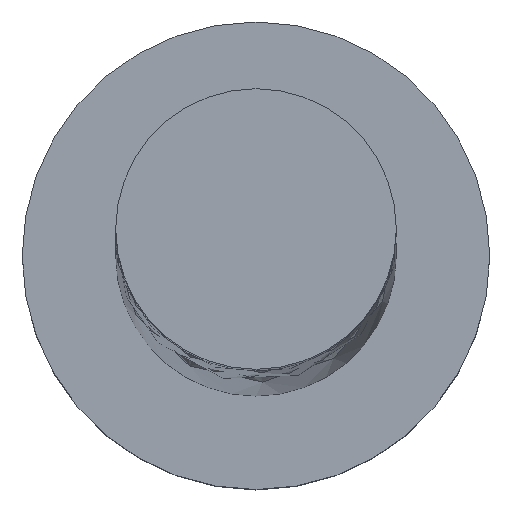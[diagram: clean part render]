
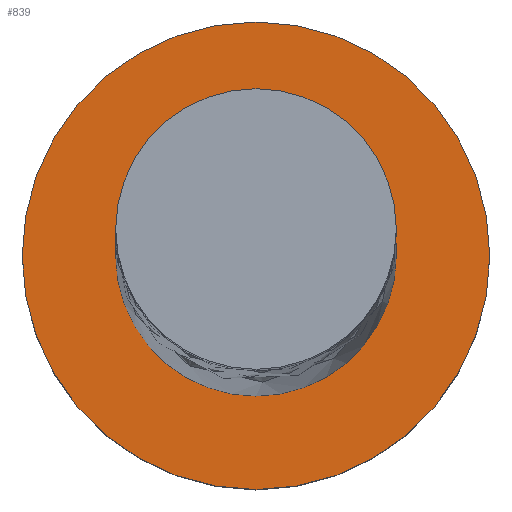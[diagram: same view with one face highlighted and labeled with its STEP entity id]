
A CAD part, top view. The second image highlights one B-rep face of the part: STEP entity #839.
In plain terms, the highlighted planar face has unit normal (0, 0, 1).
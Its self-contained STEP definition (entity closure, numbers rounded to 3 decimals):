
#17 = DIRECTION ( 'NONE',  ( 0., 0., 1. ) ) ;
#33 = CARTESIAN_POINT ( 'NONE',  ( 1.5, 0., 1.5 ) ) ;
#38 = CARTESIAN_POINT ( 'NONE',  ( -1.5, 0., 1.5 ) ) ;
#62 = AXIS2_PLACEMENT_3D ( 'NONE', #1096, #447, #782 ) ;
#111 = ORIENTED_EDGE ( 'NONE', *, *, #1295, .T. ) ;
#132 = EDGE_LOOP ( 'NONE', ( #111, #937 ) ) ;
#163 = CIRCLE ( 'NONE', #311, 1.5 ) ;
#212 = CARTESIAN_POINT ( 'NONE',  ( 0., 0., 1.5 ) ) ;
#221 = VERTEX_POINT ( 'NONE', #33 ) ;
#238 = EDGE_CURVE ( 'NONE', #221, #1216, #1249, .T. ) ;
#249 = DIRECTION ( 'NONE',  ( 0., 0., 1. ) ) ;
#253 = CARTESIAN_POINT ( 'NONE',  ( 0., 0., 1.5 ) ) ;
#263 = ORIENTED_EDGE ( 'NONE', *, *, #391, .F. ) ;
#298 = CARTESIAN_POINT ( 'NONE',  ( 0.9, 0., 1.5 ) ) ;
#311 = AXIS2_PLACEMENT_3D ( 'NONE', #856, #17, #425 ) ;
#368 = ORIENTED_EDGE ( 'NONE', *, *, #623, .F. ) ;
#391 = EDGE_CURVE ( 'NONE', #887, #1311, #1133, .T. ) ;
#425 = DIRECTION ( 'NONE',  ( 1., 0., 0. ) ) ;
#447 = DIRECTION ( 'NONE',  ( 0., 0., 1. ) ) ;
#455 = CARTESIAN_POINT ( 'NONE',  ( 0., 0., 1.5 ) ) ;
#534 = DIRECTION ( 'NONE',  ( 1., 0., 0. ) ) ;
#586 = PLANE ( 'NONE',  #642 ) ;
#623 = EDGE_CURVE ( 'NONE', #1311, #887, #862, .T. ) ;
#642 = AXIS2_PLACEMENT_3D ( 'NONE', #253, #692, #1103 ) ;
#692 = DIRECTION ( 'NONE',  ( 0., 0., 1. ) ) ;
#747 = AXIS2_PLACEMENT_3D ( 'NONE', #455, #249, #534 ) ;
#749 = CARTESIAN_POINT ( 'NONE',  ( -0.9, 0., 1.5 ) ) ;
#766 = FACE_BOUND ( 'NONE', #854, .T. ) ;
#782 = DIRECTION ( 'NONE',  ( 1., 0., 0. ) ) ;
#839 = ADVANCED_FACE ( 'NONE', ( #766, #1186 ), #586, .T. ) ;
#854 = EDGE_LOOP ( 'NONE', ( #368, #263 ) ) ;
#856 = CARTESIAN_POINT ( 'NONE',  ( 0., 0., 1.5 ) ) ;
#862 = CIRCLE ( 'NONE', #747, 0.9 ) ;
#887 = VERTEX_POINT ( 'NONE', #298 ) ;
#937 = ORIENTED_EDGE ( 'NONE', *, *, #238, .T. ) ;
#1039 = DIRECTION ( 'NONE',  ( 0., 0., 1. ) ) ;
#1096 = CARTESIAN_POINT ( 'NONE',  ( 0., 0., 1.5 ) ) ;
#1103 = DIRECTION ( 'NONE',  ( 1., 0., 0. ) ) ;
#1133 = CIRCLE ( 'NONE', #1315, 0.9 ) ;
#1149 = DIRECTION ( 'NONE',  ( 1., 0., 0. ) ) ;
#1186 = FACE_OUTER_BOUND ( 'NONE', #132, .T. ) ;
#1216 = VERTEX_POINT ( 'NONE', #38 ) ;
#1249 = CIRCLE ( 'NONE', #62, 1.5 ) ;
#1295 = EDGE_CURVE ( 'NONE', #1216, #221, #163, .T. ) ;
#1311 = VERTEX_POINT ( 'NONE', #749 ) ;
#1315 = AXIS2_PLACEMENT_3D ( 'NONE', #212, #1039, #1149 ) ;
